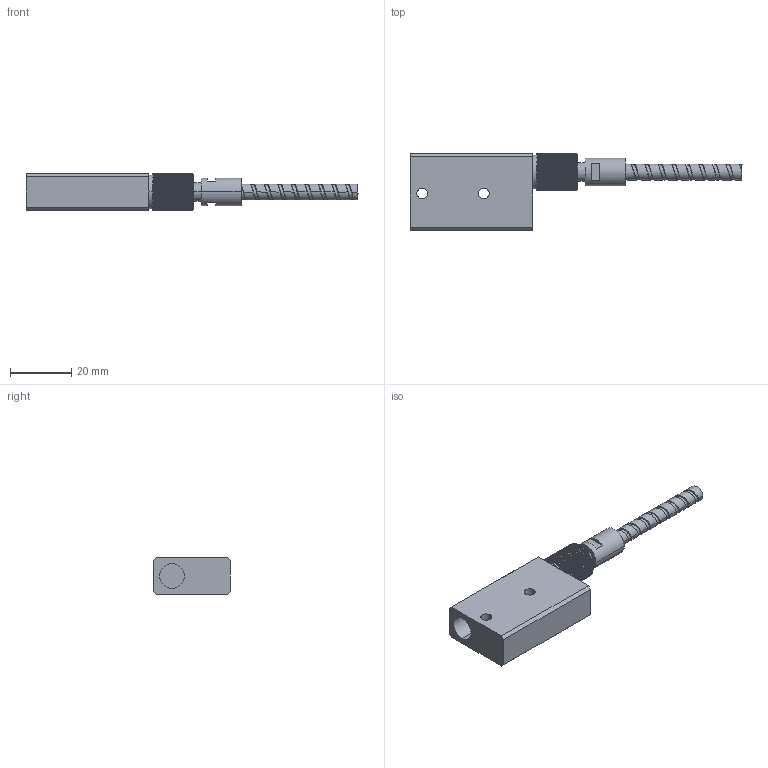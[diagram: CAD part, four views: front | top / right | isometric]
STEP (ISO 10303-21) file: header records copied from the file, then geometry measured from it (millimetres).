
FILE_DESCRIPTION(/* description */ ('VariCAD 2016-1.06 AP-214'),/* implementation_level */ '2;1');
FILE_NAME(/* name */ 'FTHX-S.stp',/* time_stamp */ '2016-08-06T12:24:57+09:00',/* author */ (''),/* organization */ (''),/* preprocessor_version */ 'ST-DEVELOPER v14',/* originating_system */ 'VariCAD 2016-1.06; kernel version (20130303)',/* authorisation */ '');
FILE_SCHEMA (('AUTOMOTIVE_DESIGN'));
Length unit declared in the file: millimetre
Products named in the file (2): FTHX-S
Assembly tree (1 placements, depth 2):
  FTHX-S
    (unnamed)
Bounding box: 108 x 25 x 12 mm (x, y, z)
Volume: 13117.7 mm3; surface area: 6973.3 mm2
Topology: 1 solids, 1 shells, 357 faces, 1032 edges, 688 vertices
Faces by surface type: plane 313, cylinder 39, bspline 3, cone 2
Entity records: 19056 total; most frequent: CARTESIAN_POINT 9832, ORIENTED_EDGE 2064, DIRECTION 1752, EDGE_CURVE 1032, VERTEX_POINT 688, AXIS2_PLACEMENT_3D 600, LINE 552, VECTOR 552
